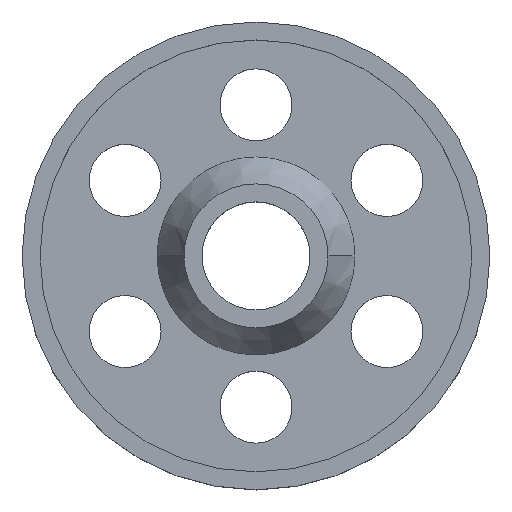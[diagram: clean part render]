
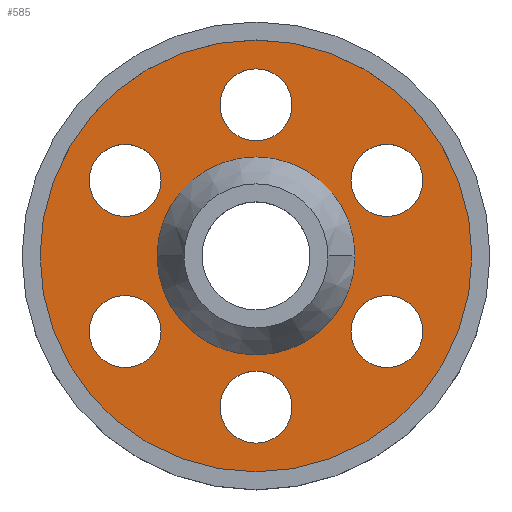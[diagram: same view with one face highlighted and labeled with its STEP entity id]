
A CAD part, top view. The second image highlights one B-rep face of the part: STEP entity #585.
In plain terms, the highlighted planar face has unit normal (0, 0, 1).
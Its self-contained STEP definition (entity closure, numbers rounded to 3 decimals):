
#1 = VERTEX_POINT ( 'NONE', #765 ) ;
#6 = CIRCLE ( 'NONE', #372, 10. ) ;
#9 = EDGE_CURVE ( 'NONE', #753, #168, #151, .T. ) ;
#10 = DIRECTION ( 'NONE',  ( 1., 0., 0. ) ) ;
#18 = AXIS2_PLACEMENT_3D ( 'NONE', #195, #57, #624 ) ;
#24 = CARTESIAN_POINT ( 'NONE',  ( 26.373, 21., 6. ) ) ;
#27 = ORIENTED_EDGE ( 'NONE', *, *, #797, .F. ) ;
#28 = ORIENTED_EDGE ( 'NONE', *, *, #143, .F. ) ;
#39 = FACE_OUTER_BOUND ( 'NONE', #283, .T. ) ;
#42 = DIRECTION ( 'NONE',  ( 1., 0., 0. ) ) ;
#43 = CARTESIAN_POINT ( 'NONE',  ( 26.373, -21., 6. ) ) ;
#46 = AXIS2_PLACEMENT_3D ( 'NONE', #772, #702, #943 ) ;
#47 = CARTESIAN_POINT ( 'NONE',  ( 0., -42., 6. ) ) ;
#51 = EDGE_CURVE ( 'NONE', #899, #89, #715, .T. ) ;
#57 = DIRECTION ( 'NONE',  ( 0., 0., 1. ) ) ;
#89 = VERTEX_POINT ( 'NONE', #411 ) ;
#90 = CARTESIAN_POINT ( 'NONE',  ( -36.373, -21., 6. ) ) ;
#93 = AXIS2_PLACEMENT_3D ( 'NONE', #184, #472, #769 ) ;
#109 = ORIENTED_EDGE ( 'NONE', *, *, #572, .F. ) ;
#118 = DIRECTION ( 'NONE',  ( 0., 0., 1. ) ) ;
#119 = CARTESIAN_POINT ( 'NONE',  ( -36.373, 21., 6. ) ) ;
#121 = CARTESIAN_POINT ( 'NONE',  ( 46.373, 21., 6. ) ) ;
#138 = FACE_BOUND ( 'NONE', #895, .T. ) ;
#143 = EDGE_CURVE ( 'NONE', #940, #742, #400, .T. ) ;
#149 = EDGE_LOOP ( 'NONE', ( #27, #211 ) ) ;
#151 = CIRCLE ( 'NONE', #463, 10. ) ;
#157 = CARTESIAN_POINT ( 'NONE',  ( -27.5, 0., 6. ) ) ;
#168 = VERTEX_POINT ( 'NONE', #121 ) ;
#184 = CARTESIAN_POINT ( 'NONE',  ( 0., 0., 6. ) ) ;
#187 = VERTEX_POINT ( 'NONE', #508 ) ;
#190 = FACE_BOUND ( 'NONE', #927, .T. ) ;
#193 = ORIENTED_EDGE ( 'NONE', *, *, #605, .F. ) ;
#195 = CARTESIAN_POINT ( 'NONE',  ( 0., 60., 6. ) ) ;
#211 = ORIENTED_EDGE ( 'NONE', *, *, #365, .F. ) ;
#213 = VERTEX_POINT ( 'NONE', #677 ) ;
#216 = DIRECTION ( 'NONE',  ( -1., 0., 0. ) ) ;
#231 = DIRECTION ( 'NONE',  ( 0., 0., 1. ) ) ;
#236 = EDGE_LOOP ( 'NONE', ( #664, #296 ) ) ;
#239 = CARTESIAN_POINT ( 'NONE',  ( 0., 42., 6. ) ) ;
#274 = FACE_BOUND ( 'NONE', #713, .T. ) ;
#283 = EDGE_LOOP ( 'NONE', ( #305, #388 ) ) ;
#284 = FACE_BOUND ( 'NONE', #908, .T. ) ;
#295 = EDGE_CURVE ( 'NONE', #430, #187, #953, .T. ) ;
#296 = ORIENTED_EDGE ( 'NONE', *, *, #9, .F. ) ;
#305 = ORIENTED_EDGE ( 'NONE', *, *, #853, .F. ) ;
#306 = DIRECTION ( 'NONE',  ( 1., 0., 0. ) ) ;
#316 = CARTESIAN_POINT ( 'NONE',  ( 60., 0., 6. ) ) ;
#320 = DIRECTION ( 'NONE',  ( 0., 0., 1. ) ) ;
#323 = CARTESIAN_POINT ( 'NONE',  ( -10., -42., 6. ) ) ;
#326 = EDGE_CURVE ( 'NONE', #438, #535, #799, .T. ) ;
#336 = FACE_BOUND ( 'NONE', #149, .T. ) ;
#341 = CIRCLE ( 'NONE', #954, 27.5 ) ;
#359 = DIRECTION ( 'NONE',  ( 0., 0., -1. ) ) ;
#363 = CARTESIAN_POINT ( 'NONE',  ( 36.373, 21., 6. ) ) ;
#365 = EDGE_CURVE ( 'NONE', #878, #607, #6, .T. ) ;
#372 = AXIS2_PLACEMENT_3D ( 'NONE', #744, #231, #675 ) ;
#373 = AXIS2_PLACEMENT_3D ( 'NONE', #703, #646, #422 ) ;
#379 = DIRECTION ( 'NONE',  ( 1., 0., 0. ) ) ;
#380 = DIRECTION ( 'NONE',  ( 1., 0., 0. ) ) ;
#381 = DIRECTION ( 'NONE',  ( 0., 0., 1. ) ) ;
#388 = ORIENTED_EDGE ( 'NONE', *, *, #51, .F. ) ;
#396 = EDGE_CURVE ( 'NONE', #168, #753, #903, .T. ) ;
#400 = CIRCLE ( 'NONE', #589, 10. ) ;
#403 = AXIS2_PLACEMENT_3D ( 'NONE', #119, #864, #570 ) ;
#405 = DIRECTION ( 'NONE',  ( -1., 0., 0. ) ) ;
#407 = CARTESIAN_POINT ( 'NONE',  ( -36.373, 21., 6. ) ) ;
#411 = CARTESIAN_POINT ( 'NONE',  ( -60., 0., 6. ) ) ;
#420 = FACE_BOUND ( 'NONE', #925, .T. ) ;
#422 = DIRECTION ( 'NONE',  ( -1., 0., 0. ) ) ;
#425 = DIRECTION ( 'NONE',  ( 1., 0., 0. ) ) ;
#430 = VERTEX_POINT ( 'NONE', #670 ) ;
#438 = VERTEX_POINT ( 'NONE', #525 ) ;
#448 = CARTESIAN_POINT ( 'NONE',  ( 0., 0., 6. ) ) ;
#455 = CARTESIAN_POINT ( 'NONE',  ( 0., 42., 6. ) ) ;
#463 = AXIS2_PLACEMENT_3D ( 'NONE', #542, #320, #830 ) ;
#464 = ORIENTED_EDGE ( 'NONE', *, *, #326, .F. ) ;
#465 = CIRCLE ( 'NONE', #698, 10. ) ;
#467 = DIRECTION ( 'NONE',  ( 0., 0., 1. ) ) ;
#472 = DIRECTION ( 'NONE',  ( 0., 0., -1. ) ) ;
#474 = VERTEX_POINT ( 'NONE', #157 ) ;
#479 = CARTESIAN_POINT ( 'NONE',  ( 0., 0., 6. ) ) ;
#484 = DIRECTION ( 'NONE',  ( 1., 0., 0. ) ) ;
#488 = DIRECTION ( 'NONE',  ( 1., 0., 0. ) ) ;
#493 = CARTESIAN_POINT ( 'NONE',  ( 36.373, -21., 6. ) ) ;
#495 = EDGE_CURVE ( 'NONE', #474, #1, #631, .T. ) ;
#508 = CARTESIAN_POINT ( 'NONE',  ( -46.373, -21., 6. ) ) ;
#525 = CARTESIAN_POINT ( 'NONE',  ( 10., 42., 6. ) ) ;
#530 = AXIS2_PLACEMENT_3D ( 'NONE', #493, #934, #484 ) ;
#535 = VERTEX_POINT ( 'NONE', #696 ) ;
#542 = CARTESIAN_POINT ( 'NONE',  ( 36.373, 21., 6. ) ) ;
#555 = PLANE ( 'NONE',  #18 ) ;
#570 = DIRECTION ( 'NONE',  ( 1., 0., 0. ) ) ;
#572 = EDGE_CURVE ( 'NONE', #742, #940, #465, .T. ) ;
#578 = CIRCLE ( 'NONE', #403, 10. ) ;
#585 = ADVANCED_FACE ( 'NONE', ( #138, #190, #284, #274, #336, #781, #420, #39 ), #555, .T. ) ;
#589 = AXIS2_PLACEMENT_3D ( 'NONE', #47, #637, #425 ) ;
#605 = EDGE_CURVE ( 'NONE', #850, #213, #890, .T. ) ;
#607 = VERTEX_POINT ( 'NONE', #801 ) ;
#609 = ORIENTED_EDGE ( 'NONE', *, *, #695, .T. ) ;
#610 = EDGE_CURVE ( 'NONE', #187, #430, #800, .T. ) ;
#624 = DIRECTION ( 'NONE',  ( 1., 0., 0. ) ) ;
#631 = CIRCLE ( 'NONE', #824, 27.5 ) ;
#637 = DIRECTION ( 'NONE',  ( 0., 0., 1. ) ) ;
#646 = DIRECTION ( 'NONE',  ( 0., 0., -1. ) ) ;
#657 = CIRCLE ( 'NONE', #373, 60. ) ;
#664 = ORIENTED_EDGE ( 'NONE', *, *, #396, .F. ) ;
#668 = ORIENTED_EDGE ( 'NONE', *, *, #295, .F. ) ;
#670 = CARTESIAN_POINT ( 'NONE',  ( -26.373, -21., 6. ) ) ;
#675 = DIRECTION ( 'NONE',  ( 1., 0., 0. ) ) ;
#677 = CARTESIAN_POINT ( 'NONE',  ( -46.373, 21., 6. ) ) ;
#681 = AXIS2_PLACEMENT_3D ( 'NONE', #239, #467, #379 ) ;
#695 = EDGE_CURVE ( 'NONE', #1, #474, #341, .T. ) ;
#696 = CARTESIAN_POINT ( 'NONE',  ( -10., 42., 6. ) ) ;
#698 = AXIS2_PLACEMENT_3D ( 'NONE', #948, #933, #42 ) ;
#701 = AXIS2_PLACEMENT_3D ( 'NONE', #455, #750, #380 ) ;
#702 = DIRECTION ( 'NONE',  ( 0., 0., 1. ) ) ;
#703 = CARTESIAN_POINT ( 'NONE',  ( 0., 0., 6. ) ) ;
#709 = CARTESIAN_POINT ( 'NONE',  ( -26.373, 21., 6. ) ) ;
#713 = EDGE_LOOP ( 'NONE', ( #109, #28 ) ) ;
#715 = CIRCLE ( 'NONE', #93, 60. ) ;
#717 = AXIS2_PLACEMENT_3D ( 'NONE', #363, #825, #10 ) ;
#742 = VERTEX_POINT ( 'NONE', #766 ) ;
#744 = CARTESIAN_POINT ( 'NONE',  ( 36.373, -21., 6. ) ) ;
#750 = DIRECTION ( 'NONE',  ( 0., 0., 1. ) ) ;
#753 = VERTEX_POINT ( 'NONE', #24 ) ;
#758 = AXIS2_PLACEMENT_3D ( 'NONE', #90, #381, #306 ) ;
#765 = CARTESIAN_POINT ( 'NONE',  ( 27.5, 0., 6. ) ) ;
#766 = CARTESIAN_POINT ( 'NONE',  ( 10., -42., 6. ) ) ;
#769 = DIRECTION ( 'NONE',  ( -1., 0., 0. ) ) ;
#772 = CARTESIAN_POINT ( 'NONE',  ( -36.373, -21., 6. ) ) ;
#778 = DIRECTION ( 'NONE',  ( 0., 0., -1. ) ) ;
#781 = FACE_BOUND ( 'NONE', #236, .T. ) ;
#788 = ORIENTED_EDGE ( 'NONE', *, *, #962, .F. ) ;
#797 = EDGE_CURVE ( 'NONE', #607, #878, #842, .T. ) ;
#798 = ORIENTED_EDGE ( 'NONE', *, *, #495, .T. ) ;
#799 = CIRCLE ( 'NONE', #681, 10. ) ;
#800 = CIRCLE ( 'NONE', #46, 10. ) ;
#801 = CARTESIAN_POINT ( 'NONE',  ( 46.373, -21., 6. ) ) ;
#812 = ORIENTED_EDGE ( 'NONE', *, *, #835, .F. ) ;
#824 = AXIS2_PLACEMENT_3D ( 'NONE', #448, #359, #216 ) ;
#825 = DIRECTION ( 'NONE',  ( 0., 0., 1. ) ) ;
#830 = DIRECTION ( 'NONE',  ( 1., 0., 0. ) ) ;
#835 = EDGE_CURVE ( 'NONE', #213, #850, #578, .T. ) ;
#842 = CIRCLE ( 'NONE', #530, 10. ) ;
#850 = VERTEX_POINT ( 'NONE', #709 ) ;
#852 = ORIENTED_EDGE ( 'NONE', *, *, #610, .F. ) ;
#853 = EDGE_CURVE ( 'NONE', #89, #899, #657, .T. ) ;
#860 = CIRCLE ( 'NONE', #701, 10. ) ;
#864 = DIRECTION ( 'NONE',  ( 0., 0., 1. ) ) ;
#878 = VERTEX_POINT ( 'NONE', #43 ) ;
#890 = CIRCLE ( 'NONE', #919, 10. ) ;
#895 = EDGE_LOOP ( 'NONE', ( #464, #788 ) ) ;
#899 = VERTEX_POINT ( 'NONE', #316 ) ;
#903 = CIRCLE ( 'NONE', #717, 10. ) ;
#908 = EDGE_LOOP ( 'NONE', ( #668, #852 ) ) ;
#919 = AXIS2_PLACEMENT_3D ( 'NONE', #407, #118, #488 ) ;
#925 = EDGE_LOOP ( 'NONE', ( #798, #609 ) ) ;
#927 = EDGE_LOOP ( 'NONE', ( #193, #812 ) ) ;
#933 = DIRECTION ( 'NONE',  ( 0., 0., 1. ) ) ;
#934 = DIRECTION ( 'NONE',  ( 0., 0., 1. ) ) ;
#940 = VERTEX_POINT ( 'NONE', #323 ) ;
#943 = DIRECTION ( 'NONE',  ( 1., 0., 0. ) ) ;
#948 = CARTESIAN_POINT ( 'NONE',  ( 0., -42., 6. ) ) ;
#953 = CIRCLE ( 'NONE', #758, 10. ) ;
#954 = AXIS2_PLACEMENT_3D ( 'NONE', #479, #778, #405 ) ;
#962 = EDGE_CURVE ( 'NONE', #535, #438, #860, .T. ) ;
